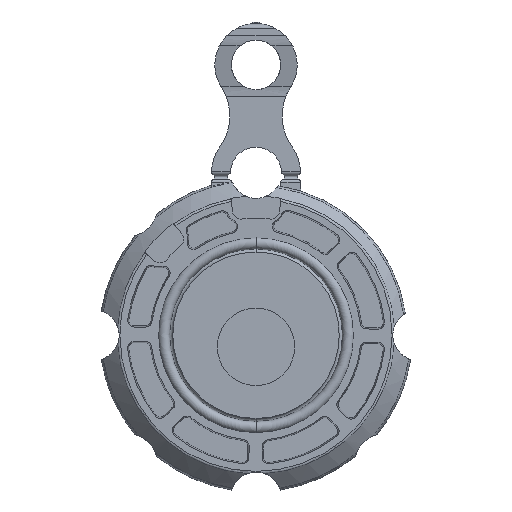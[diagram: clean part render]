
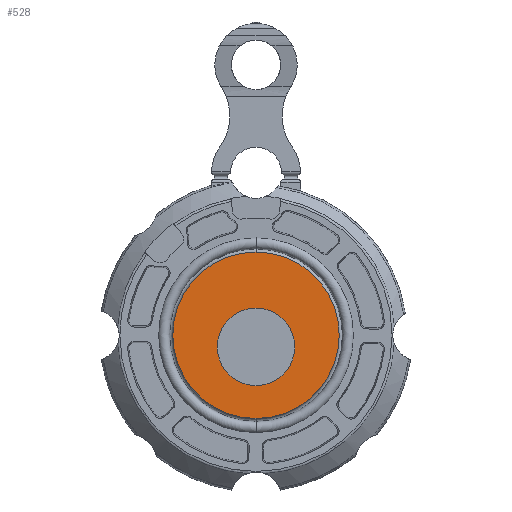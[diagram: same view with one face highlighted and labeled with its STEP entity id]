
A CAD part, left-side view. The second image highlights one B-rep face of the part: STEP entity #528.
In plain terms, the highlighted planar face has unit normal (-1, 0, 0).
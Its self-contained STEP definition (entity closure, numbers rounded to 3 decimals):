
#528=ADVANCED_FACE('',(#1424,#1425),#1426,.T.);
#1424=FACE_BOUND('',#2703,.T.);
#1425=FACE_OUTER_BOUND('',#2704,.T.);
#1426=PLANE('',#2705);
#2703=EDGE_LOOP('',(#4223,#4224));
#2704=EDGE_LOOP('',(#4225,#4226));
#2705=AXIS2_PLACEMENT_3D('',#4227,#4228,#4229);
#4223=ORIENTED_EDGE('',*,*,#8047,.T.);
#4224=ORIENTED_EDGE('',*,*,#8066,.T.);
#4225=ORIENTED_EDGE('',*,*,#8042,.T.);
#4226=ORIENTED_EDGE('',*,*,#8076,.T.);
#4227=CARTESIAN_POINT('',(-8.0,-20.994,0.0));
#4228=DIRECTION('',(-1.0,0.0,0.0));
#4229=DIRECTION('',(0.0,1.0,0.0));
#8042=EDGE_CURVE('',#9752,#9755,#9757,.T.);
#8047=EDGE_CURVE('',#9760,#9764,#9766,.T.);
#8066=EDGE_CURVE('',#9764,#9760,#9791,.T.);
#8076=EDGE_CURVE('',#9755,#9752,#9808,.T.);
#9752=VERTEX_POINT('',#12481);
#9755=VERTEX_POINT('',#12485);
#9757=CIRCLE('',#12488,25.25);
#9760=VERTEX_POINT('',#12491);
#9764=VERTEX_POINT('',#12496);
#9766=CIRCLE('',#12499,11.75);
#9791=CIRCLE('',#12528,11.75);
#9808=CIRCLE('',#12552,25.25);
#12481=CARTESIAN_POINT('',(-8.0,0.0,-25.25));
#12485=CARTESIAN_POINT('',(-8.0,0.,25.25));
#12488=AXIS2_PLACEMENT_3D('',#17467,#17468,#17469);
#12491=CARTESIAN_POINT('',(-8.0,0.0,-15.25));
#12496=CARTESIAN_POINT('',(-8.0,0.,8.25));
#12499=AXIS2_PLACEMENT_3D('',#17475,#17476,#17477);
#12528=AXIS2_PLACEMENT_3D('',#17503,#17504,#17505);
#12552=AXIS2_PLACEMENT_3D('',#17513,#17514,#17515);
#17467=CARTESIAN_POINT('',(-8.0,0.0,0.0));
#17468=DIRECTION('',(-1.0,0.0,0.0));
#17469=DIRECTION('',(0.0,0.0,-1.0));
#17475=CARTESIAN_POINT('',(-8.0,0.0,-3.5));
#17476=DIRECTION('',(1.0,-0.0,0.0));
#17477=DIRECTION('',(0.0,0.0,-1.0));
#17503=CARTESIAN_POINT('',(-8.0,0.0,-3.5));
#17504=DIRECTION('',(1.0,-0.0,0.0));
#17505=DIRECTION('',(0.0,0.0,-1.0));
#17513=CARTESIAN_POINT('',(-8.0,0.0,0.0));
#17514=DIRECTION('',(-1.0,0.0,0.0));
#17515=DIRECTION('',(0.0,0.0,-1.0));
